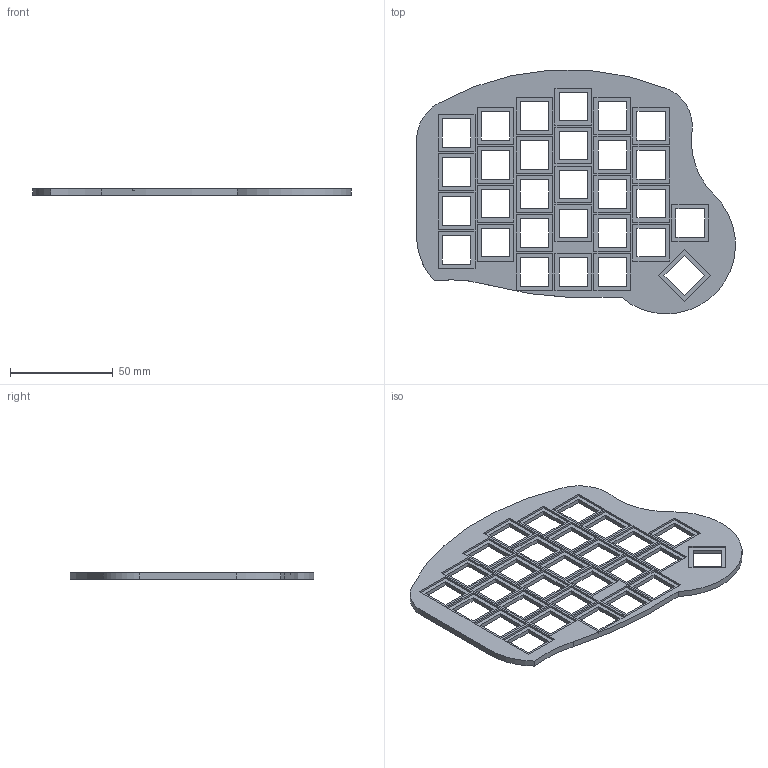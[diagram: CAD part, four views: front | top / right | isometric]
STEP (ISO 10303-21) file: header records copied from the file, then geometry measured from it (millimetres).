
FILE_DESCRIPTION(('FreeCAD Model'),'2;1');
FILE_NAME('Open CASCADE Shape Model','2025-04-03T13:47:34',(''),(''), 'Open CASCADE STEP processor 7.8','FreeCAD','Unknown');
FILE_SCHEMA(('AUTOMOTIVE_DESIGN { 1 0 10303 214 1 1 1 1 }'));
Length unit declared in the file: millimetre
Products named in the file (1): switch-plate
Bounding box: 155.46 x 118.88 x 3 mm (x, y, z)
Volume: 23730.4 mm3; surface area: 25024 mm2
Topology: 1 solids, 1 shells, 272 faces, 723 edges, 482 vertices
Faces by surface type: plane 264, cylinder 8
Entity records: 8421 total; most frequent: CARTESIAN_POINT 1478, ORIENTED_EDGE 1446, DIRECTION 1285, EDGE_CURVE 723, LINE 707, VECTOR 707, VERTEX_POINT 482, FACE_BOUND 359
